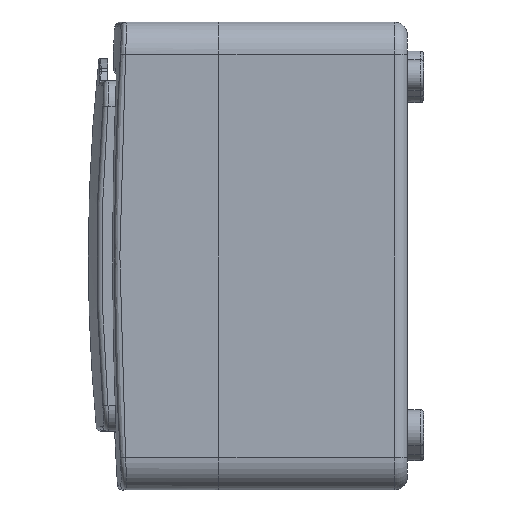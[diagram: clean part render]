
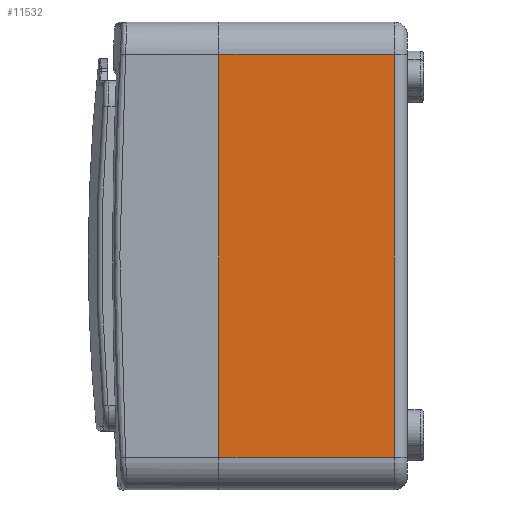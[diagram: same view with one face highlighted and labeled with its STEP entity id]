
A CAD part, left-side view. The second image highlights one B-rep face of the part: STEP entity #11532.
In plain terms, the highlighted planar face has unit normal (-1, 0, 0).
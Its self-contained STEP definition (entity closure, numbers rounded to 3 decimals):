
#1885 = DIRECTION ( 'NONE',  ( 1., 0., 0. ) ) ;
#1900 = VECTOR ( 'NONE', #16605, 1000. ) ;
#2122 = VERTEX_POINT ( 'NONE', #16769 ) ;
#2262 = ORIENTED_EDGE ( 'NONE', *, *, #18527, .F. ) ;
#2702 = VECTOR ( 'NONE', #6204, 1000. ) ;
#2827 = CARTESIAN_POINT ( 'NONE',  ( -36., 29., -31. ) ) ;
#3652 = CARTESIAN_POINT ( 'NONE',  ( -36., 29., -31. ) ) ;
#6204 = DIRECTION ( 'NONE',  ( 0., 1., 0. ) ) ;
#6430 = EDGE_LOOP ( 'NONE', ( #12691, #15993, #22243, #2262 ) ) ;
#9624 = LINE ( 'NONE', #3652, #1900 ) ;
#10777 = LINE ( 'NONE', #26754, #29556 ) ;
#10937 = DIRECTION ( 'NONE',  ( 0., 0., 1. ) ) ;
#11458 = DIRECTION ( 'NONE',  ( 0., 0., 1. ) ) ;
#11532 = ADVANCED_FACE ( 'NONE', ( #12074 ), #24944, .F. ) ;
#12074 = FACE_OUTER_BOUND ( 'NONE', #6430, .T. ) ;
#12077 = VECTOR ( 'NONE', #10937, 1000. ) ;
#12691 = ORIENTED_EDGE ( 'NONE', *, *, #31577, .T. ) ;
#14703 = EDGE_CURVE ( 'NONE', #2122, #23349, #31670, .T. ) ;
#15993 = ORIENTED_EDGE ( 'NONE', *, *, #14703, .T. ) ;
#16420 = LINE ( 'NONE', #21597, #2702 ) ;
#16605 = DIRECTION ( 'NONE',  ( 0., -1., 0. ) ) ;
#16769 = CARTESIAN_POINT ( 'NONE',  ( -36., 2., -31. ) ) ;
#17185 = AXIS2_PLACEMENT_3D ( 'NONE', #27487, #1885, #19903 ) ;
#18527 = EDGE_CURVE ( 'NONE', #30357, #31257, #10777, .T. ) ;
#19903 = DIRECTION ( 'NONE',  ( 0., 0., -1. ) ) ;
#21597 = CARTESIAN_POINT ( 'NONE',  ( -36., 29., 31. ) ) ;
#22243 = ORIENTED_EDGE ( 'NONE', *, *, #22426, .T. ) ;
#22426 = EDGE_CURVE ( 'NONE', #23349, #31257, #16420, .T. ) ;
#22558 = CARTESIAN_POINT ( 'NONE',  ( -36., 29., 31. ) ) ;
#23349 = VERTEX_POINT ( 'NONE', #26737 ) ;
#23794 = CARTESIAN_POINT ( 'NONE',  ( -36., 2., 36. ) ) ;
#24944 = PLANE ( 'NONE',  #17185 ) ;
#26737 = CARTESIAN_POINT ( 'NONE',  ( -36., 2., 31. ) ) ;
#26754 = CARTESIAN_POINT ( 'NONE',  ( -36., 29., 36. ) ) ;
#27487 = CARTESIAN_POINT ( 'NONE',  ( -36., 29., 36. ) ) ;
#29556 = VECTOR ( 'NONE', #11458, 1000. ) ;
#30357 = VERTEX_POINT ( 'NONE', #2827 ) ;
#31257 = VERTEX_POINT ( 'NONE', #22558 ) ;
#31577 = EDGE_CURVE ( 'NONE', #30357, #2122, #9624, .T. ) ;
#31670 = LINE ( 'NONE', #23794, #12077 ) ;
